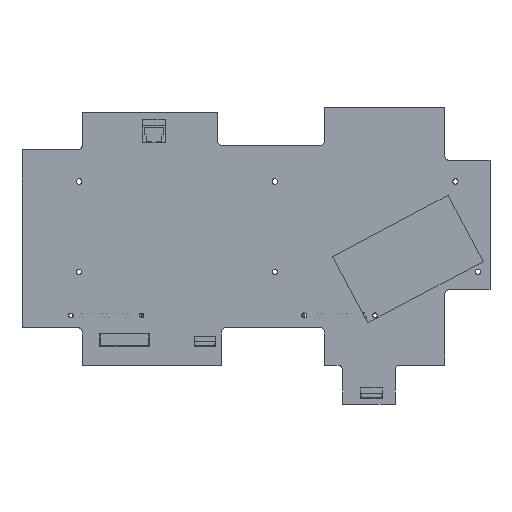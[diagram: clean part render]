
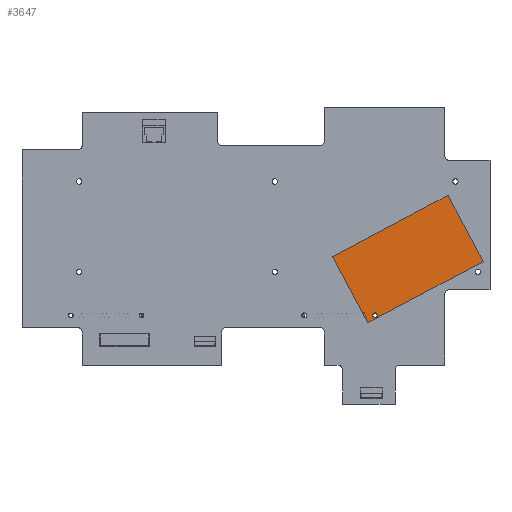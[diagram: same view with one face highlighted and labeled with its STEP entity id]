
A CAD part, front view. The second image highlights one B-rep face of the part: STEP entity #3647.
In plain terms, the highlighted planar face has unit normal (0, -1, 0).
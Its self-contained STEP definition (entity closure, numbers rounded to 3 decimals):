
#714 = DIRECTION ( 'NONE',  ( 0., 1., 0. ) ) ;
#733 = CARTESIAN_POINT ( 'NONE',  ( 34.084, 0.3, -12.5 ) ) ;
#1546 = VERTEX_POINT ( 'NONE', #15118 ) ;
#1566 = VERTEX_POINT ( 'NONE', #15124 ) ;
#1788 = VERTEX_POINT ( 'NONE', #14383 ) ;
#1792 = VERTEX_POINT ( 'NONE', #14367 ) ;
#1799 = VERTEX_POINT ( 'NONE', #14385 ) ;
#1807 = VERTEX_POINT ( 'NONE', #14378 ) ;
#2196 = ORIENTED_EDGE ( 'NONE', *, *, #3549, .T. ) ;
#2208 = ORIENTED_EDGE ( 'NONE', *, *, #3534, .T. ) ;
#2218 = ORIENTED_EDGE ( 'NONE', *, *, #3427, .T. ) ;
#2231 = ORIENTED_EDGE ( 'NONE', *, *, #3656, .F. ) ;
#2241 = ORIENTED_EDGE ( 'NONE', *, *, #3570, .T. ) ;
#2252 = ORIENTED_EDGE ( 'NONE', *, *, #3643, .T. ) ;
#2898 = DIRECTION ( 'NONE',  ( 0., 0., -1. ) ) ;
#2966 = CARTESIAN_POINT ( 'NONE',  ( 34.084, 0.3, -12.5 ) ) ;
#2969 = DIRECTION ( 'NONE',  ( 0., 1., 0. ) ) ;
#2971 = DIRECTION ( 'NONE',  ( 0., 0., -1. ) ) ;
#3427 = EDGE_CURVE ( 'NONE', #1566, #1546, #3721, .T. ) ;
#3534 = EDGE_CURVE ( 'NONE', #1799, #1807, #15674, .T. ) ;
#3549 = EDGE_CURVE ( 'NONE', #1546, #1566, #3994, .T. ) ;
#3570 = EDGE_CURVE ( 'NONE', #1788, #1792, #13170, .T. ) ;
#3643 = EDGE_CURVE ( 'NONE', #1807, #1788, #9050, .T. ) ;
#3647 = ADVANCED_FACE ( 'NONE', ( #9116, #9118 ), #9156, .T. ) ;
#3656 = EDGE_CURVE ( 'NONE', #1799, #1792, #9163, .T. ) ;
#3721 = CIRCLE ( 'NONE', #3732, 1.7 ) ;
#3732 = AXIS2_PLACEMENT_3D ( 'NONE', #2966, #2969, #2971 ) ;
#3966 = VECTOR ( 'NONE', #15659, 1000. ) ;
#3994 = CIRCLE ( 'NONE', #4052, 1.7 ) ;
#4009 = VECTOR ( 'NONE', #15682, 1000. ) ;
#4052 = AXIS2_PLACEMENT_3D ( 'NONE', #733, #714, #2898 ) ;
#4174 = VECTOR ( 'NONE', #9109, 1000. ) ;
#4203 = AXIS2_PLACEMENT_3D ( 'NONE', #9154, #9148, #9150 ) ;
#4235 = VECTOR ( 'NONE', #9183, 1000. ) ;
#9050 = LINE ( 'NONE', #9057, #4174 ) ;
#9057 = CARTESIAN_POINT ( 'NONE',  ( 147.865, 0.3, -55.38 ) ) ;
#9109 = DIRECTION ( 'NONE',  ( -0.469, 0., 0.883 ) ) ;
#9116 = FACE_BOUND ( 'NONE', #17194, .T. ) ;
#9118 = FACE_OUTER_BOUND ( 'NONE', #17206, .T. ) ;
#9148 = DIRECTION ( 'NONE',  ( 0., -1., 0. ) ) ;
#9150 = DIRECTION ( 'NONE',  ( 0., 0., -1. ) ) ;
#9154 = CARTESIAN_POINT ( 'NONE',  ( 37.5, 0.3, -114.062 ) ) ;
#9156 = PLANE ( 'NONE',  #4203 ) ;
#9163 = LINE ( 'NONE', #9164, #4235 ) ;
#9164 = CARTESIAN_POINT ( 'NONE',  ( 71.049, 0.3, -96.224 ) ) ;
#9183 = DIRECTION ( 'NONE',  ( -0.469, 0., 0.883 ) ) ;
#13170 = LINE ( 'NONE', #13171, #3966 ) ;
#13171 = CARTESIAN_POINT ( 'NONE',  ( -27.748, 0.3, 8.651 ) ) ;
#14367 = CARTESIAN_POINT ( 'NONE',  ( 5.801, 0.3, 26.489 ) ) ;
#14378 = CARTESIAN_POINT ( 'NONE',  ( 105.997, 0.3, 23.362 ) ) ;
#14383 = CARTESIAN_POINT ( 'NONE',  ( 82.618, 0.3, 67.333 ) ) ;
#14385 = CARTESIAN_POINT ( 'NONE',  ( 29.181, 0.3, -17.482 ) ) ;
#15118 = CARTESIAN_POINT ( 'NONE',  ( 34.084, 0.3, -10.8 ) ) ;
#15124 = CARTESIAN_POINT ( 'NONE',  ( 34.084, 0.3, -14.2 ) ) ;
#15659 = DIRECTION ( 'NONE',  ( -0.883, 0., -0.469 ) ) ;
#15674 = LINE ( 'NONE', #15675, #4009 ) ;
#15675 = CARTESIAN_POINT ( 'NONE',  ( -4.368, 0.3, -35.32 ) ) ;
#15682 = DIRECTION ( 'NONE',  ( 0.883, 0., 0.469 ) ) ;
#17194 = EDGE_LOOP ( 'NONE', ( #2196, #2218 ) ) ;
#17206 = EDGE_LOOP ( 'NONE', ( #2252, #2241, #2231, #2208 ) ) ;
